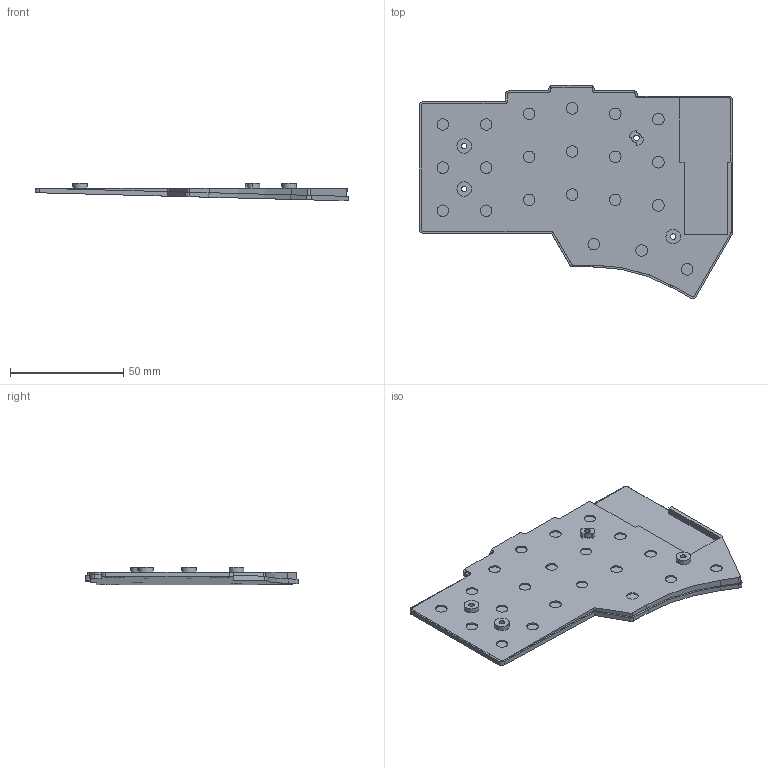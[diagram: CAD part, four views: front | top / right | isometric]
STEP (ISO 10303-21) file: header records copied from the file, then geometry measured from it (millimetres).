
FILE_DESCRIPTION(/* description */ (''),/* implementation_level */ '2;1');
FILE_NAME(/* name */ 'bottom.step',/* time_stamp */ '2023-11-06T03:24:45+03:00',/* author */ (''),/* organization */ (''),/* preprocessor_version */ 'ST-DEVELOPER v20',/* originating_system */ 'Autodesk Translation Framework v12.14.0.127',/* authorisation */ '');
FILE_SCHEMA (('AUTOMOTIVE_DESIGN { 1 0 10303 214 3 1 1 }'));
Length unit declared in the file: millimetre
Products named in the file (1): Tilted Bot
Bounding box: 138.21 x 94.05 x 7.85 mm (x, y, z)
Volume: 34001 mm3; surface area: 22180.3 mm2
Topology: 1 solids, 1 shells, 215 faces, 529 edges, 346 vertices
Faces by surface type: plane 147, cylinder 68
Full cylindrical faces by diameter (mm): 2.4 x4, 5.1 x21, 6.4 x3, 8.2 x4
Entity records: 6387 total; most frequent: DIRECTION 1109, CARTESIAN_POINT 1091, ORIENTED_EDGE 1058, EDGE_CURVE 529, LINE 381, VECTOR 381, AXIS2_PLACEMENT_3D 364, VERTEX_POINT 346
